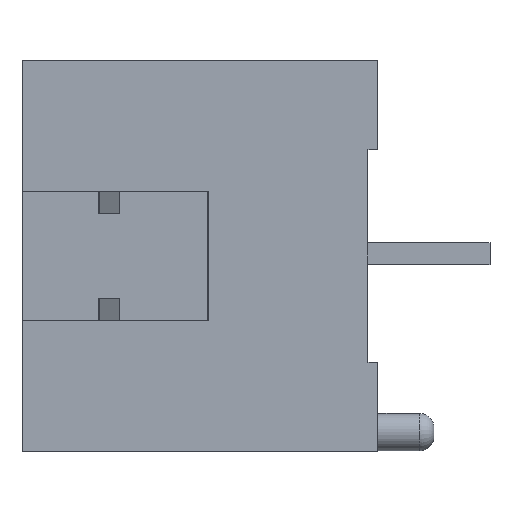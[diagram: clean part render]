
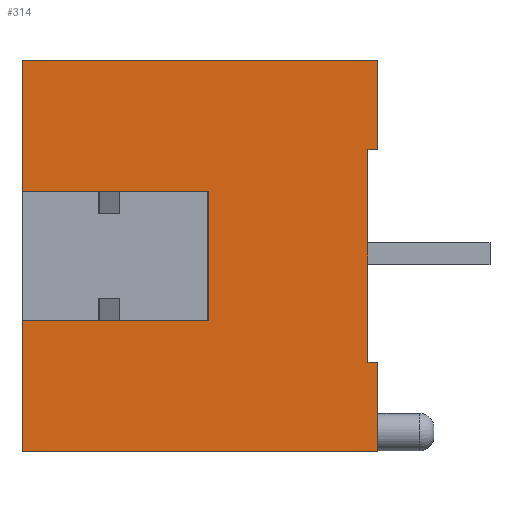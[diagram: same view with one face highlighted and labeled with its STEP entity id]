
A CAD part, left-side view. The second image highlights one B-rep face of the part: STEP entity #314.
In plain terms, the highlighted planar face has unit normal (-1, 0, 0).
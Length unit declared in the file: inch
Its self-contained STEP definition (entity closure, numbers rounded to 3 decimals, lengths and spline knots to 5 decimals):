
#9 = ORIENTED_EDGE ( 'NONE', *, *, #4885, .T. ) ;
#14 = ORIENTED_EDGE ( 'NONE', *, *, #2583, .T. ) ;
#23 = DIRECTION ( 'NONE',  ( 0., 0., -1. ) ) ;
#75 = DIRECTION ( 'NONE',  ( 0., -1., 0. ) ) ;
#96 = CARTESIAN_POINT ( 'NONE',  ( -0.2975, 0., -0.1475 ) ) ;
#193 = DIRECTION ( 'NONE',  ( 0., -1., 0. ) ) ;
#281 = VERTEX_POINT ( 'NONE', #5591 ) ;
#314 = ADVANCED_FACE ( 'NONE', ( #3342 ), #2064, .T. ) ;
#329 = VERTEX_POINT ( 'NONE', #4693 ) ;
#334 = CARTESIAN_POINT ( 'NONE',  ( -0.2975, 0.495, 0.2725 ) ) ;
#356 = VERTEX_POINT ( 'NONE', #582 ) ;
#370 = VERTEX_POINT ( 'NONE', #96 ) ;
#410 = EDGE_CURVE ( 'NONE', #329, #370, #5968, .T. ) ;
#534 = ORIENTED_EDGE ( 'NONE', *, *, #5514, .F. ) ;
#582 = CARTESIAN_POINT ( 'NONE',  ( -0.2975, 0.495, 0.09 ) ) ;
#595 = ORIENTED_EDGE ( 'NONE', *, *, #3406, .T. ) ;
#685 = VECTOR ( 'NONE', #5703, 39.37008 ) ;
#704 = LINE ( 'NONE', #3215, #5552 ) ;
#741 = EDGE_CURVE ( 'NONE', #3068, #6296, #2514, .T. ) ;
#782 = EDGE_CURVE ( 'NONE', #3047, #281, #4788, .T. ) ;
#1104 = LINE ( 'NONE', #2300, #3467 ) ;
#1132 = VERTEX_POINT ( 'NONE', #4424 ) ;
#1137 = CARTESIAN_POINT ( 'NONE',  ( -0.2975, 0.495, 0.2725 ) ) ;
#1196 = CARTESIAN_POINT ( 'NONE',  ( -0.2975, 0., 0.09 ) ) ;
#1277 = VECTOR ( 'NONE', #2538, 39.37008 ) ;
#1548 = DIRECTION ( 'NONE',  ( 0., 0., 1. ) ) ;
#1812 = DIRECTION ( 'NONE',  ( 0., -1., 0. ) ) ;
#1835 = VECTOR ( 'NONE', #4811, 39.37008 ) ;
#1973 = ORIENTED_EDGE ( 'NONE', *, *, #741, .T. ) ;
#1982 = EDGE_CURVE ( 'NONE', #370, #4249, #5549, .T. ) ;
#1985 = CARTESIAN_POINT ( 'NONE',  ( -0.2975, 0., 0. ) ) ;
#2022 = EDGE_CURVE ( 'NONE', #2290, #2943, #4365, .T. ) ;
#2029 = EDGE_LOOP ( 'NONE', ( #1973, #534, #2923, #595, #6362, #6244, #3754, #6031, #2797, #6311, #9, #14 ) ) ;
#2064 = PLANE ( 'NONE',  #6563 ) ;
#2221 = CARTESIAN_POINT ( 'NONE',  ( -0.2975, 0., -0.1475 ) ) ;
#2290 = VERTEX_POINT ( 'NONE', #6374 ) ;
#2300 = CARTESIAN_POINT ( 'NONE',  ( -0.2975, 0.495, -0.2725 ) ) ;
#2448 = EDGE_CURVE ( 'NONE', #281, #2599, #5006, .T. ) ;
#2514 = LINE ( 'NONE', #3509, #6189 ) ;
#2538 = DIRECTION ( 'NONE',  ( 0., 0., -1. ) ) ;
#2575 = CARTESIAN_POINT ( 'NONE',  ( -0.2975, 0.495, 0. ) ) ;
#2583 = EDGE_CURVE ( 'NONE', #356, #3068, #6015, .T. ) ;
#2599 = VERTEX_POINT ( 'NONE', #3336 ) ;
#2688 = LINE ( 'NONE', #3381, #3106 ) ;
#2778 = LINE ( 'NONE', #5662, #4718 ) ;
#2797 = ORIENTED_EDGE ( 'NONE', *, *, #2448, .F. ) ;
#2923 = ORIENTED_EDGE ( 'NONE', *, *, #2022, .T. ) ;
#2943 = VERTEX_POINT ( 'NONE', #6223 ) ;
#2960 = DIRECTION ( 'NONE',  ( 0., -1., 0. ) ) ;
#3019 = VECTOR ( 'NONE', #23, 39.37008 ) ;
#3047 = VERTEX_POINT ( 'NONE', #1137 ) ;
#3068 = VERTEX_POINT ( 'NONE', #4776 ) ;
#3076 = DIRECTION ( 'NONE',  ( 0., 0., -1. ) ) ;
#3087 = VECTOR ( 'NONE', #2960, 39.37008 ) ;
#3106 = VECTOR ( 'NONE', #3953, 39.37008 ) ;
#3112 = CARTESIAN_POINT ( 'NONE',  ( -0.2975, 0.495, 0. ) ) ;
#3215 = CARTESIAN_POINT ( 'NONE',  ( -0.2975, 0., -0.09 ) ) ;
#3336 = CARTESIAN_POINT ( 'NONE',  ( -0.2975, 0., 0.1475 ) ) ;
#3342 = FACE_OUTER_BOUND ( 'NONE', #2029, .T. ) ;
#3381 = CARTESIAN_POINT ( 'NONE',  ( -0.2975, 0., 0.1475 ) ) ;
#3406 = EDGE_CURVE ( 'NONE', #2943, #4249, #1104, .T. ) ;
#3467 = VECTOR ( 'NONE', #1812, 39.37008 ) ;
#3509 = CARTESIAN_POINT ( 'NONE',  ( -0.2975, 0.23634, 0. ) ) ;
#3547 = DIRECTION ( 'NONE',  ( 0., 0., -1. ) ) ;
#3669 = CARTESIAN_POINT ( 'NONE',  ( -0.2975, 0., 0. ) ) ;
#3754 = ORIENTED_EDGE ( 'NONE', *, *, #4234, .T. ) ;
#3953 = DIRECTION ( 'NONE',  ( 0., -1., 0. ) ) ;
#3995 = CARTESIAN_POINT ( 'NONE',  ( -0.2975, 0.23634, -0.09 ) ) ;
#4029 = EDGE_CURVE ( 'NONE', #1132, #2599, #2688, .T. ) ;
#4234 = EDGE_CURVE ( 'NONE', #329, #1132, #2778, .T. ) ;
#4249 = VERTEX_POINT ( 'NONE', #5174 ) ;
#4258 = CARTESIAN_POINT ( 'NONE',  ( -0.2975, 0.495, 0. ) ) ;
#4365 = LINE ( 'NONE', #3112, #1277 ) ;
#4391 = LINE ( 'NONE', #4258, #3019 ) ;
#4424 = CARTESIAN_POINT ( 'NONE',  ( -0.2975, 0.01378, 0.1475 ) ) ;
#4630 = VECTOR ( 'NONE', #193, 39.37008 ) ;
#4693 = CARTESIAN_POINT ( 'NONE',  ( -0.2975, 0.01378, -0.1475 ) ) ;
#4718 = VECTOR ( 'NONE', #6185, 39.37008 ) ;
#4776 = CARTESIAN_POINT ( 'NONE',  ( -0.2975, 0.23634, 0.09 ) ) ;
#4788 = LINE ( 'NONE', #334, #3087 ) ;
#4811 = DIRECTION ( 'NONE',  ( 0., -1., 0. ) ) ;
#4885 = EDGE_CURVE ( 'NONE', #3047, #356, #4391, .T. ) ;
#5006 = LINE ( 'NONE', #3669, #685 ) ;
#5174 = CARTESIAN_POINT ( 'NONE',  ( -0.2975, 0., -0.2725 ) ) ;
#5241 = VECTOR ( 'NONE', #3076, 39.37008 ) ;
#5514 = EDGE_CURVE ( 'NONE', #2290, #6296, #704, .T. ) ;
#5549 = LINE ( 'NONE', #1985, #5241 ) ;
#5552 = VECTOR ( 'NONE', #75, 39.37008 ) ;
#5591 = CARTESIAN_POINT ( 'NONE',  ( -0.2975, 0., 0.2725 ) ) ;
#5662 = CARTESIAN_POINT ( 'NONE',  ( -0.2975, 0.01378, 0. ) ) ;
#5703 = DIRECTION ( 'NONE',  ( 0., 0., -1. ) ) ;
#5968 = LINE ( 'NONE', #2221, #4630 ) ;
#6015 = LINE ( 'NONE', #1196, #1835 ) ;
#6031 = ORIENTED_EDGE ( 'NONE', *, *, #4029, .T. ) ;
#6185 = DIRECTION ( 'NONE',  ( 0., 0., 1. ) ) ;
#6189 = VECTOR ( 'NONE', #3547, 39.37008 ) ;
#6223 = CARTESIAN_POINT ( 'NONE',  ( -0.2975, 0.495, -0.2725 ) ) ;
#6244 = ORIENTED_EDGE ( 'NONE', *, *, #410, .F. ) ;
#6296 = VERTEX_POINT ( 'NONE', #3995 ) ;
#6311 = ORIENTED_EDGE ( 'NONE', *, *, #782, .F. ) ;
#6362 = ORIENTED_EDGE ( 'NONE', *, *, #1982, .F. ) ;
#6374 = CARTESIAN_POINT ( 'NONE',  ( -0.2975, 0.495, -0.09 ) ) ;
#6563 = AXIS2_PLACEMENT_3D ( 'NONE', #2575, #6650, #1548 ) ;
#6650 = DIRECTION ( 'NONE',  ( -1., 0., 0. ) ) ;
